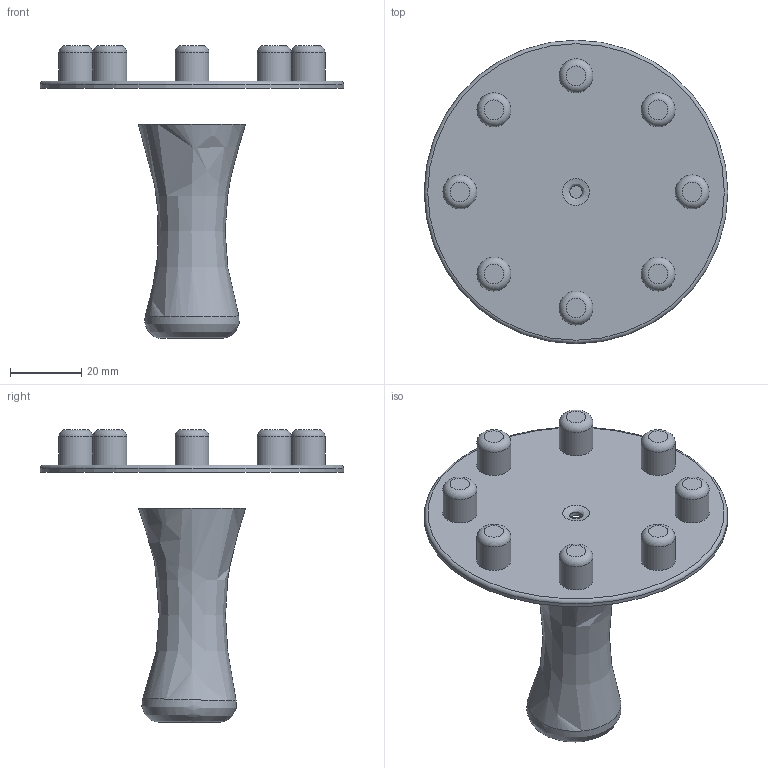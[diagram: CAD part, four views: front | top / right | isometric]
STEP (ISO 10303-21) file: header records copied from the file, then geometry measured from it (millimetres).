
FILE_DESCRIPTION(/* description */ ('STEP AP242','CAx-IF Rec.Pracs.---Representation and Presentation of Product Manufacturing Information (PMI)---4.0---2014-10-13','CAx-IF Rec.Pracs.---3D Tessellated Geometry---0.4---2014-09-14','2;1'),/* implementation_level */ '2;1');
FILE_NAME(/* name */ '6653a3d07b54fa58297612e5',/* time_stamp */ '2024-05-26T21:04:17Z',/* author */ (''),/* organization */ (''),/* preprocessor_version */ 'ST-DEVELOPER v20',/* originating_system */ ' ',/* authorisation */ ' ');
FILE_SCHEMA (('AP242_MANAGED_MODEL_BASED_3D_ENGINEERING_MIM_LF { 1 0 10303 442 1 1 4 }'));
Length unit declared in the file: metre
Products named in the file (2): Aligner; Handle
Bounding box: 85 x 85 x 82 mm (x, y, z)
Volume: 40538.6 mm3; surface area: 19449.9 mm2
Topology: 2 solids, 2 shells, 36 faces, 60 edges, 37 vertices
Faces by surface type: plane 13, cylinder 11, torus 9, bspline 3
Full cylindrical faces by diameter (mm): 3.5 x1, 4 x1, 9.5 x8, 85 x1
Entity records: 1171 total; most frequent: CARTESIAN_POINT 536, DIRECTION 132, ORIENTED_EDGE 70, EDGE_LOOP 70, FACE_BOUND 70, AXIS2_PLACEMENT_3D 66, ADVANCED_FACE 36, EDGE_CURVE 35
